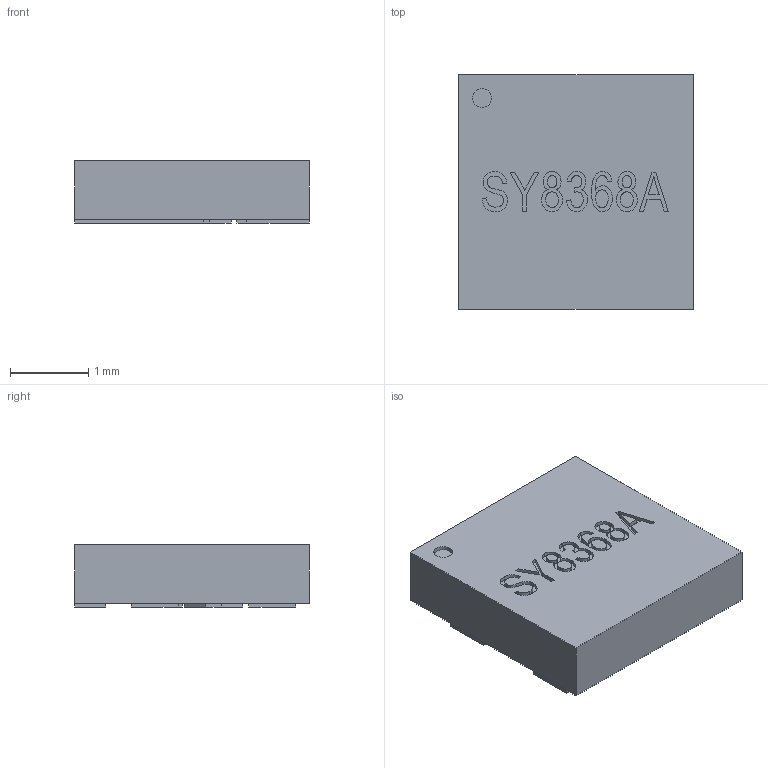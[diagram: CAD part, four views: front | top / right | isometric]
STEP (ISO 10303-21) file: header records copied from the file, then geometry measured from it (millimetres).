
FILE_DESCRIPTION (( 'STEP AP214' ), '1' );
FILE_NAME ('SY8368A.STEP', '2021-05-21T13:13:12', ( 'boksop' ), ( '' ), 'SwSTEP 2.0', 'SolidWorks 2020', '' );
FILE_SCHEMA (( 'AUTOMOTIVE_DESIGN' ));
Length unit declared in the file: millimetre
Products named in the file (1): SY8368A
Bounding box: 3 x 3 x 0.8 mm (x, y, z)
Volume: 6.9 mm3; surface area: 36 mm2
Topology: 13 solids, 13 shells, 206 faces, 498 edges, 332 vertices
Faces by surface type: plane 127, bspline 77, cylinder 2
Entity records: 12172 total; most frequent: CARTESIAN_POINT 5586, ORIENTED_EDGE 996, DIRECTION 608, EDGE_CURVE 498, VECTOR 340, LINE 340, VERTEX_POINT 332, EDGE_LOOP 220
